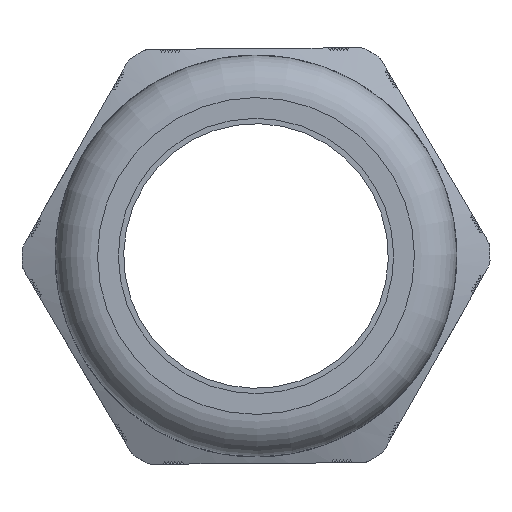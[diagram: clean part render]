
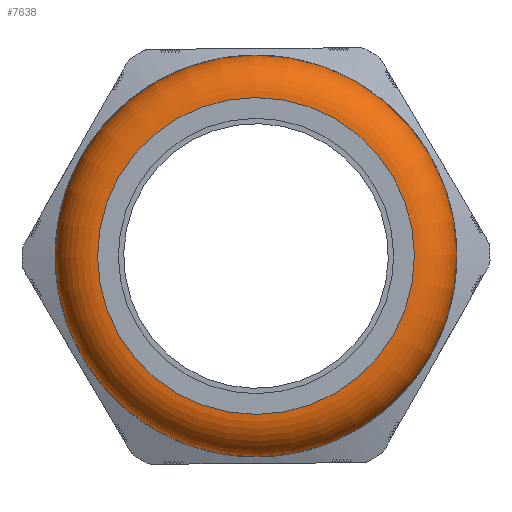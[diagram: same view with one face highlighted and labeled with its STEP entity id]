
A CAD part, left-side view. The second image highlights one B-rep face of the part: STEP entity #7638.
In plain terms, the highlighted toroidal (fillet/blend) face has major radius 22.9 mm and minor radius 6.15 mm.
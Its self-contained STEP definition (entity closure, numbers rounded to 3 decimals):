
#59=TOROIDAL_SURFACE('',#8194,22.9,6.15);
#445=FACE_BOUND('',#1128,.T.);
#703=FACE_OUTER_BOUND('',#1127,.T.);
#1127=EDGE_LOOP('',(#6208));
#1128=EDGE_LOOP('',(#6209));
#2936=CIRCLE('',#8193,22.91);
#2937=CIRCLE('',#8195,29.05);
#3514=VERTEX_POINT('',#13330);
#3515=VERTEX_POINT('',#13333);
#4485=EDGE_CURVE('',#3514,#3514,#2936,.T.);
#4486=EDGE_CURVE('',#3515,#3515,#2937,.T.);
#6208=ORIENTED_EDGE('',*,*,#4486,.F.);
#6209=ORIENTED_EDGE('',*,*,#4485,.T.);
#7638=ADVANCED_FACE('',(#703,#445),#59,.T.);
#8193=AXIS2_PLACEMENT_3D('',#13331,#9636,#9637);
#8194=AXIS2_PLACEMENT_3D('',#13332,#9638,#9639);
#8195=AXIS2_PLACEMENT_3D('',#13334,#9640,#9641);
#9636=DIRECTION('center_axis',(1.,0.,0.));
#9637=DIRECTION('ref_axis',(0.,0.,-1.));
#9638=DIRECTION('center_axis',(1.,0.,0.));
#9639=DIRECTION('ref_axis',(0.,0.,-1.));
#9640=DIRECTION('center_axis',(1.,0.,0.));
#9641=DIRECTION('ref_axis',(0.,0.,-1.));
#13330=CARTESIAN_POINT('',(-31.,22.91,0.));
#13331=CARTESIAN_POINT('Origin',(-31.,0.,0.));
#13332=CARTESIAN_POINT('Origin',(-24.85,0.,0.));
#13333=CARTESIAN_POINT('',(-24.85,29.05,0.));
#13334=CARTESIAN_POINT('Origin',(-24.85,0.,0.));
